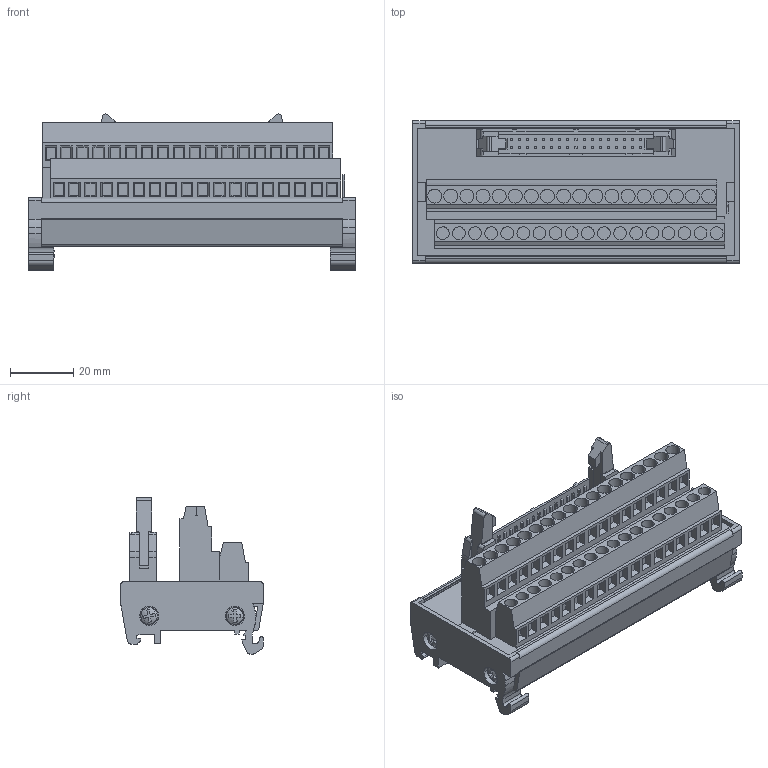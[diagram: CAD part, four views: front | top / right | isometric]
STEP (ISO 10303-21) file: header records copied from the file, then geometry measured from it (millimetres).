
FILE_DESCRIPTION(('CATIA V5R22 STEP214','CAx-IF Rec.Pracs.--- Model Styling and Organization---1.4--- 2014-01-23'),'2;1');
FILE_NAME ('031919-2_0', '2023-09-25T15:31:44+00:00', ('Weidmueller Interface'), ('Weidmueller'), 'CATIA Version 5-6 Release 2016 SP3 HF44', 'CATIA V5 STEP AP214', 'none');
FILE_SCHEMA(('AUTOMOTIVE_DESIGN { 1 0 10303 214 1 1 1 1 }'));
Length unit declared in the file: millimetre
Products named in the file (1): 3D_8155590000
Bounding box: 103 x 45 x 49.2 mm (x, y, z)
Volume: 65016.2 mm3; surface area: 49074.5 mm2
Topology: 1 solids, 3 shells, 1182 faces, 3222 edges, 2137 vertices
Faces by surface type: plane 939, cylinder 227, torus 8, sphere 8
Entity records: 39126 total; most frequent: CARTESIAN_POINT 8226, ORIENTED_EDGE 6444, DIRECTION 5408, EDGE_CURVE 3222, VECTOR 2561, LINE 2561, VERTEX_POINT 2137, AXIS2_PLACEMENT_3D 1666
